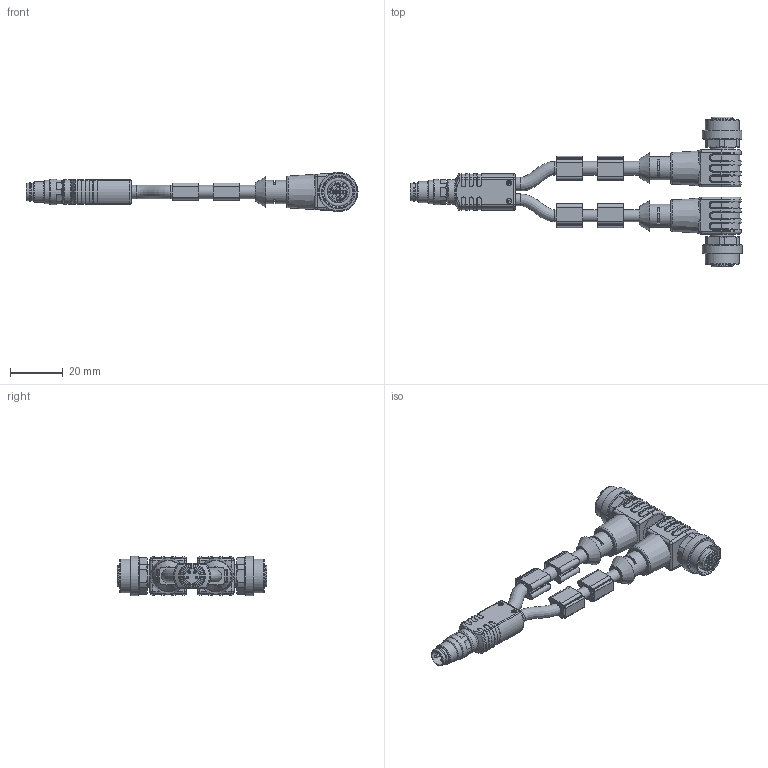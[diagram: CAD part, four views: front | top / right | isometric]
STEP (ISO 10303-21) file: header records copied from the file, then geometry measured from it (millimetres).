
FILE_DESCRIPTION(/* description */ (''),/* implementation_level */ '2;1');
FILE_NAME(/* name */ 'YK-FS4M8_2AL-WWAK4P2_stp.stp',/* time_stamp */ '2016-11-11T14:21:01+01:00',/* author */ (''),/* organization */ (''),/* preprocessor_version */ 'ST-DEVELOPER v16',/* originating_system */ 'SIEMENS PLM Software NX 10.0',/* authorisation */ '');
FILE_SCHEMA (('AUTOMOTIVE_DESIGN { 1 0 10303 214 3 1 1 1 }'));
Length unit declared in the file: millimetre
Products named in the file (1): 5027227__Umspritzung_part_291443
Bounding box: 126 x 56.8 x 15 mm (x, y, z)
Volume: 18961.5 mm3; surface area: 10980.5 mm2
Topology: 1 solids, 1 shells, 985 faces, 2475 edges, 1551 vertices
Faces by surface type: cylinder 350, plane 341, torus 93, extrusion 92, cone 47, bspline 46, sphere 16
Full cylindrical faces by diameter (mm): 1 x4, 2 x4, 4.5 x4, 5.2 x4, 5.8 x1, 5.9 x1, 6.5 x1, 6.9 x1, 8 x1, 8.7 x2, 8.8 x3, 9.4 x1, 9.6 x1, 10.95 x2, 11.8 x2, 12.3 x2, 12.8 x2, 15 x2
Entity records: 33290 total; most frequent: CARTESIAN_POINT 10326, DIRECTION 4724, ORIENTED_EDGE 4696, EDGE_CURVE 2348, AXIS2_PLACEMENT_3D 1748, VERTEX_POINT 1520, VECTOR 1228, EDGE_LOOP 1148
